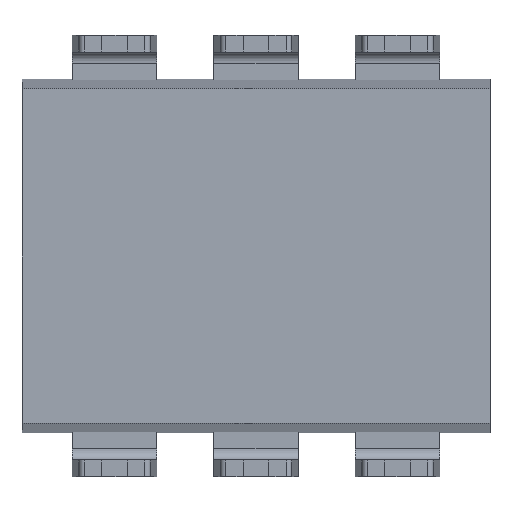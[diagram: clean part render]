
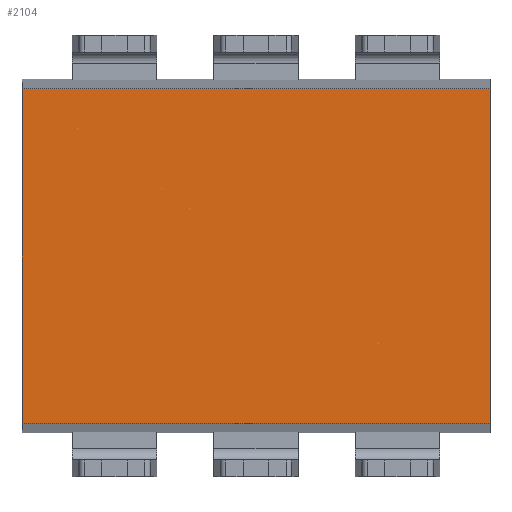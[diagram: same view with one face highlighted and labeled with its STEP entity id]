
A CAD part, front view. The second image highlights one B-rep face of the part: STEP entity #2104.
In plain terms, the highlighted planar face has unit normal (0, -1, 0).
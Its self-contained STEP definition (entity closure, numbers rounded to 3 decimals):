
#31=PLANE('',#2244);
#125=FACE_OUTER_BOUND('',#243,.T.);
#243=EDGE_LOOP('',(#1474,#1475,#1476,#1477));
#362=LINE('',#3025,#624);
#370=LINE('',#3040,#632);
#371=LINE('',#3043,#633);
#372=LINE('',#3044,#634);
#624=VECTOR('',#2423,10.);
#632=VECTOR('',#2435,10.);
#633=VECTOR('',#2438,10.);
#634=VECTOR('',#2439,10.);
#936=VERTEX_POINT('',#3022);
#937=VERTEX_POINT('',#3024);
#942=VERTEX_POINT('',#3038);
#943=VERTEX_POINT('',#3042);
#1146=EDGE_CURVE('',#936,#937,#362,.T.);
#1154=EDGE_CURVE('',#936,#942,#370,.T.);
#1155=EDGE_CURVE('',#943,#942,#371,.T.);
#1156=EDGE_CURVE('',#937,#943,#372,.T.);
#1474=ORIENTED_EDGE('',*,*,#1146,.F.);
#1475=ORIENTED_EDGE('',*,*,#1154,.T.);
#1476=ORIENTED_EDGE('',*,*,#1155,.F.);
#1477=ORIENTED_EDGE('',*,*,#1156,.F.);
#2104=ADVANCED_FACE('',(#125),#31,.T.);
#2244=AXIS2_PLACEMENT_3D('',#3041,#2436,#2437);
#2423=DIRECTION('',(0.,0.,1.));
#2435=DIRECTION('',(1.,0.,0.));
#2436=DIRECTION('center_axis',(0.,-1.,0.));
#2437=DIRECTION('ref_axis',(0.,0.,-1.));
#2438=DIRECTION('',(0.,0.,-1.));
#2439=DIRECTION('',(1.,0.,0.));
#3022=CARTESIAN_POINT('',(-4.2,1.25,-3.));
#3024=CARTESIAN_POINT('',(-4.2,1.25,3.));
#3025=CARTESIAN_POINT('',(-4.2,1.25,0.));
#3038=CARTESIAN_POINT('',(4.2,1.25,-3.));
#3040=CARTESIAN_POINT('',(-4.2,1.25,-3.));
#3041=CARTESIAN_POINT('Origin',(-4.2,1.25,3.));
#3042=CARTESIAN_POINT('',(4.2,1.25,3.));
#3043=CARTESIAN_POINT('',(4.2,1.25,0.));
#3044=CARTESIAN_POINT('',(-4.2,1.25,3.));
